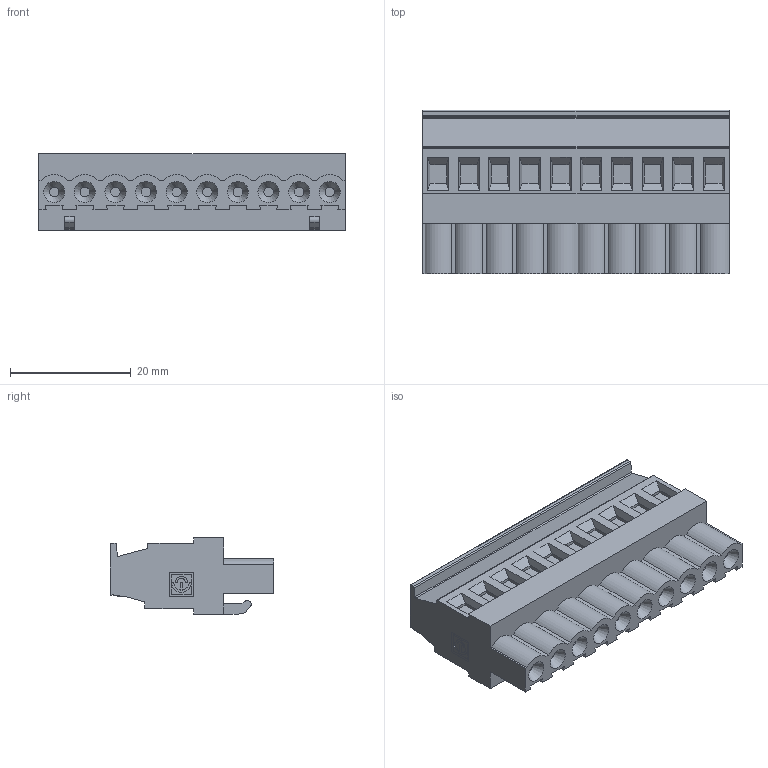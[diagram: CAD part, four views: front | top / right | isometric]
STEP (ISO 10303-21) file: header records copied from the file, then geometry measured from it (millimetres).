
FILE_DESCRIPTION(('STEP AP214'),'1');
FILE_NAME('SV10-5,08-P.stp','2020-05-11T07:25:50',(' '),(' '),'Spatial InterOp 3D',' ',' ');
FILE_SCHEMA(('automotive_design'));
Length unit declared in the file: metre
Products named in the file (1): 1
Bounding box: 50.8 x 27.1 x 12.7 mm (x, y, z)
Volume: 11376.7 mm3; surface area: 5501.8 mm2
Topology: 1 solids, 1 shells, 330 faces, 835 edges, 541 vertices
Faces by surface type: plane 259, cylinder 60, cone 10, extrusion 1
Full cylindrical faces by diameter (mm): 1.6 x10, 4 x10
Entity records: 12122 total; most frequent: CARTESIAN_POINT 1674, DIRECTION 1585, ORIENTED_EDGE 1570, EDGE_CURVE 785, VECTOR 605, LINE 604, VERTEX_POINT 521, AXIS2_PLACEMENT_3D 490
